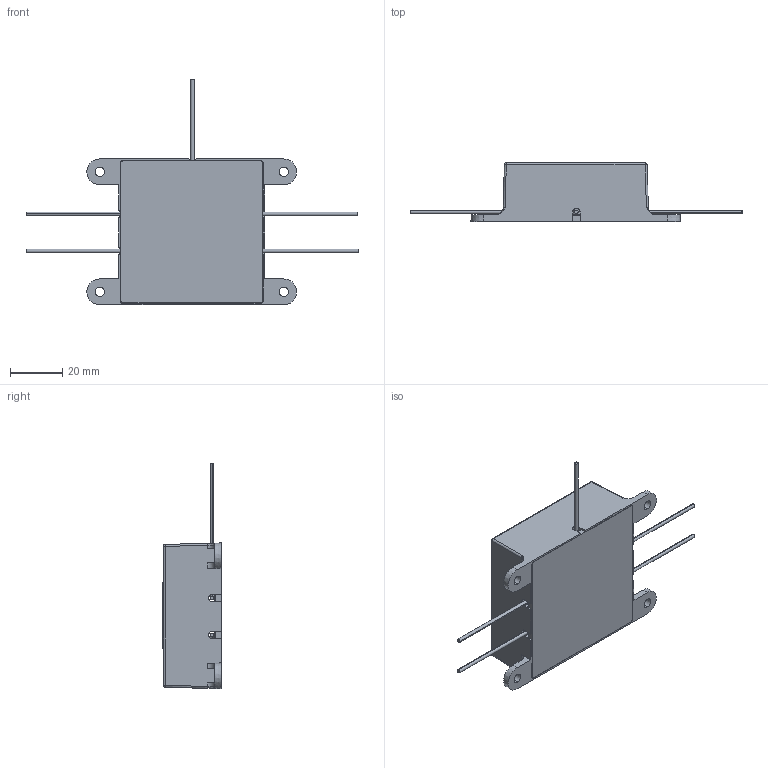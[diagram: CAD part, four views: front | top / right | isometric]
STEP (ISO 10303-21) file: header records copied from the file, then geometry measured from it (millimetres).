
FILE_DESCRIPTION (( 'STEP AP214' ), '1' );
FILE_NAME ('1100-054-E.STEP', '2019-01-22T20:26:12', ( '' ), ( '' ), 'SwSTEP 2.0', 'SolidWorks 2018', '' );
FILE_SCHEMA (( 'AUTOMOTIVE_DESIGN' ));
Length unit declared in the file: inch
Products named in the file (14): 1100-054-E; 2200-255; 3320-088^1100-054; 2003-029; 2001-050; 2021-019; 3320-092^1100-054; 2001-049
Assembly tree (7 placements, depth 3):
  1100-054-E
    2021-019
      2001-050
    2200-255
    2003-029
    2001-049
    3320-088^1100-054
    3320-092^1100-054
  3320-088^1100-054
  2001-050
  2003-029
  2200-255
Bounding box: 127.2 x 22.66 x 86.41 mm (x, y, z)
Volume: 27868.1 mm3; surface area: 32143.7 mm2
Topology: 15 solids, 15 shells, 2712 faces, 7422 edges, 4932 vertices
Faces by surface type: plane 1797, bspline 748, cylinder 135, torus 24, cone 4, sphere 4
Entity records: 157762 total; most frequent: CARTESIAN_POINT 61900, ORIENTED_EDGE 14836, DIRECTION 10136, EDGE_CURVE 7418, VECTOR 5592, LINE 5592, VERTEX_POINT 4932, EDGE_LOOP 2976
